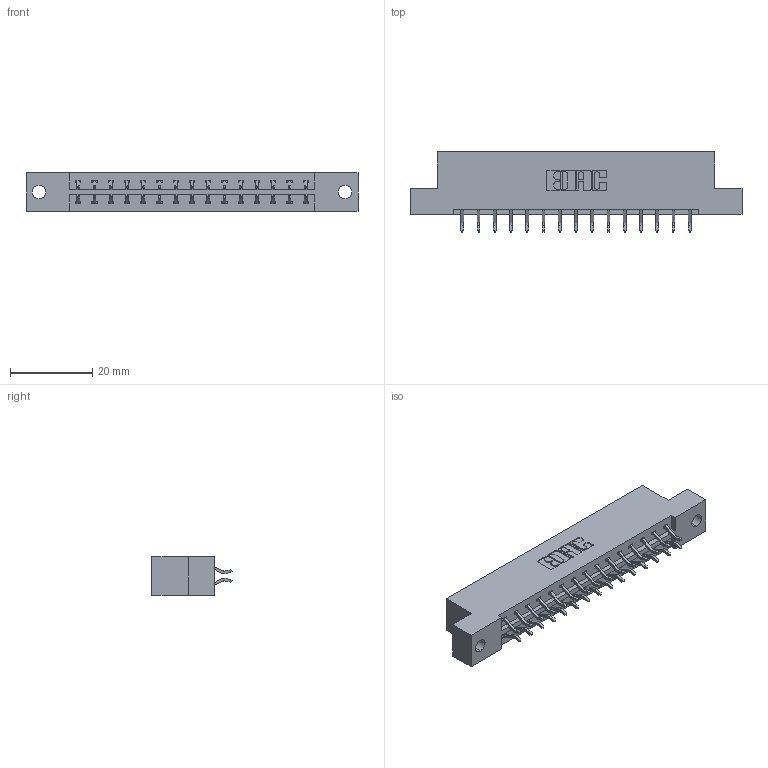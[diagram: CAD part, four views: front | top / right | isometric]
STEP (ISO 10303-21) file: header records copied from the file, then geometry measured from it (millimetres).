
FILE_DESCRIPTION (( 'STEP AP203' ), '1' );
FILE_NAME ('833-030-556-202.STEP', '2020-06-02T14:02:14', ( '' ), ( '' ), 'SwSTEP 2.0', 'SolidWorks 2020', '' );
FILE_SCHEMA (( 'CONFIG_CONTROL_DESIGN' ));
Length unit declared in the file: inch
Products named in the file (3): 345-292-001_556 Tail; 833-030-556-202; 833 Part_Flush - .128 Dia
Assembly tree (31 placements, depth 2):
  833-030-556-202
    833 Part_Flush - .128 Dia
    345-292-001_556 Tail  x30
Bounding box: 80.98 x 19.57 x 9.4 mm (x, y, z)
Volume: 7976.7 mm3; surface area: 8837.4 mm2
Topology: 31 solids, 31 shells, 1854 faces, 5501 edges, 3626 vertices
Faces by surface type: plane 1270, cylinder 584
Entity records: 13365 total; most frequent: CARTESIAN_POINT 2262, ORIENTED_EDGE 2186, DIRECTION 1969, EDGE_CURVE 1093, VECTOR 957, LINE 957, VERTEX_POINT 726, AXIS2_PLACEMENT_3D 506
